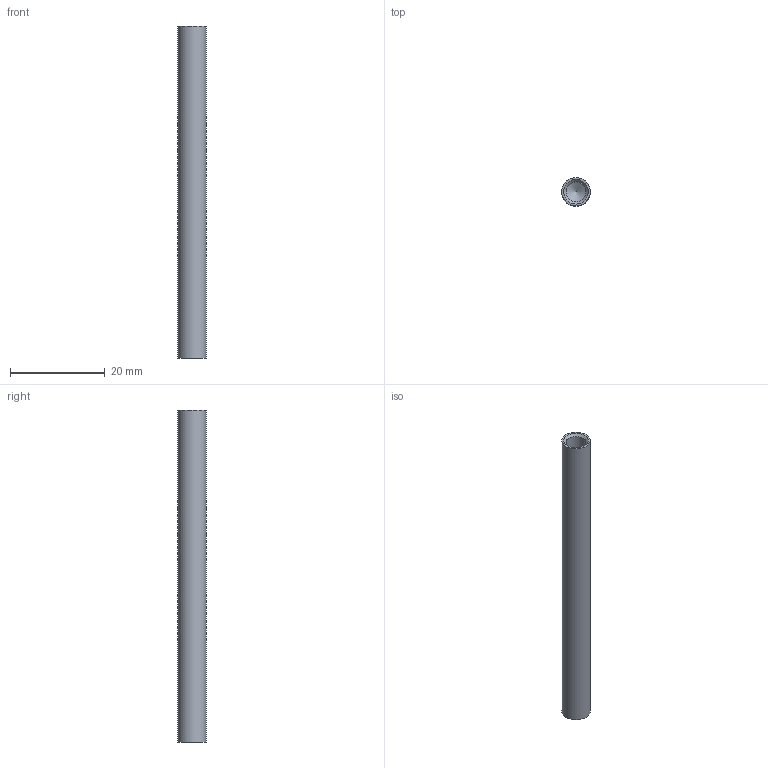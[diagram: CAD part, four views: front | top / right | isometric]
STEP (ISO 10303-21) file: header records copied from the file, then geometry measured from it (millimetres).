
FILE_DESCRIPTION (( 'STEP AP203' ), '1' );
FILE_NAME ('101000303-GR-IN.step', '2021-12-01T10:39:27', ( '' ), ( '' ), 'SwSTEP 2.0', 'SolidWorks 2018', '' );
FILE_SCHEMA (( 'CONFIG_CONTROL_DESIGN' ));
Length unit declared in the file: millimetre
Products named in the file (2): 101000303-GR-IN
Bounding box: 6 x 6 x 70 mm (x, y, z)
Volume: 1350.4 mm3; surface area: 2032.8 mm2
Topology: 1 solids, 1 shells, 285 faces, 751 edges, 500 vertices
Faces by surface type: bspline 135, plane 111, cylinder 35, cone 4
Full cylindrical faces by diameter (mm): 3.3 x1, 4.2 x1, 6 x1
Entity records: 14700 total; most frequent: CARTESIAN_POINT 8421, ORIENTED_EDGE 1480, DIRECTION 864, EDGE_CURVE 740, VERTEX_POINT 496, VECTOR 344, LINE 344, EDGE_LOOP 324
